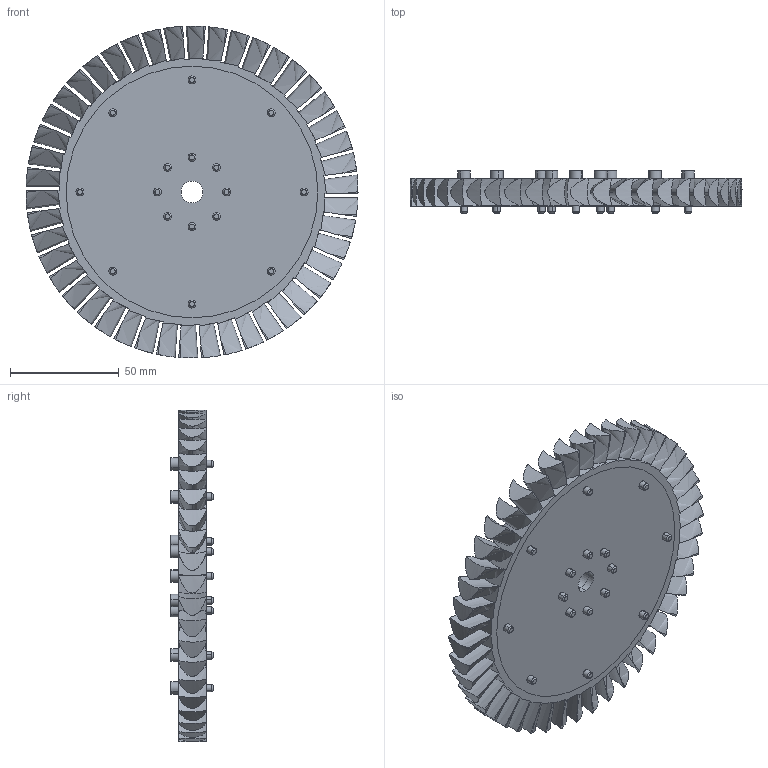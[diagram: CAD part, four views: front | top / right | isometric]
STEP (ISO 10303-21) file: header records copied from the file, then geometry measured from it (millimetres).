
FILE_DESCRIPTION (( 'STEP AP214' ), '1' );
FILE_NAME ('[TP] [Turb] Rotor24.STEP', '2024-04-23T06:36:49', ( '' ), ( '' ), 'SwSTEP 2.0', 'SolidWorks 2023', '' );
FILE_SCHEMA (( 'AUTOMOTIVE_DESIGN' ));
Length unit declared in the file: millimetre
Products named in the file (4): [TP] [Turb] Blisk; [TP] [Turb] Rotor Sandwich Bolt - 92196A150_92196A150; [TP] [Turb] Rotor24; [TP] [Turb] Rotor Outer Plate
Assembly tree (19 placements, depth 2):
  [TP] [Turb] Rotor24
    [TP] [Turb] Rotor Outer Plate  x2
    [TP] [Turb] Rotor Sandwich Bolt - 92196A150_92196A150  x16
    [TP] [Turb] Blisk
Bounding box: 152.4 x 19.38 x 152.4 mm (x, y, z)
Volume: 150914.7 mm3; surface area: 99208.3 mm2
Topology: 19 solids, 19 shells, 610 faces, 1718 edges, 1164 vertices
Faces by surface type: cylinder 276, plane 210, bspline 92, cone 32
Entity records: 17793 total; most frequent: CARTESIAN_POINT 6266, ORIENTED_EDGE 2740, DIRECTION 2004, EDGE_CURVE 1370, VERTEX_POINT 942, AXIS2_PLACEMENT_3D 726, VECTOR 552, LINE 552
